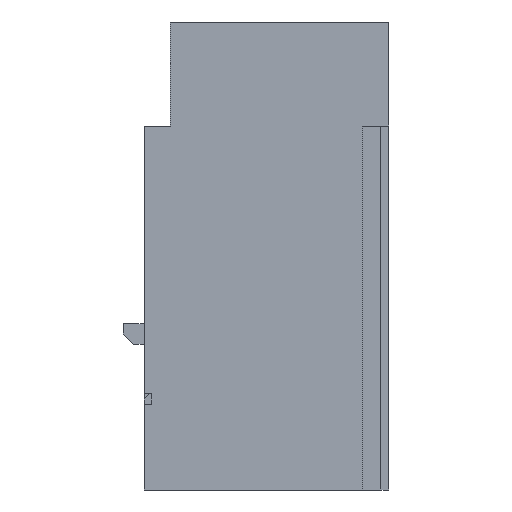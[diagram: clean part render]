
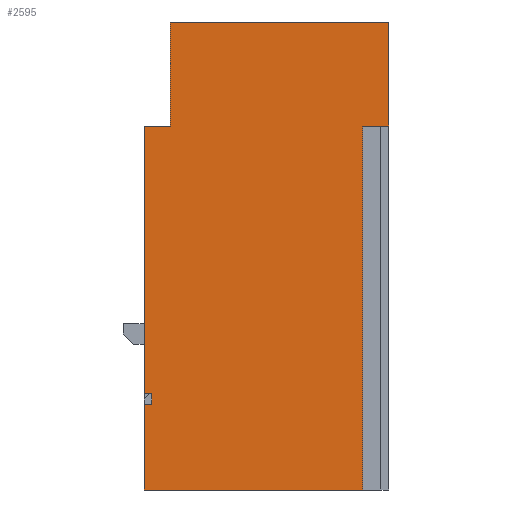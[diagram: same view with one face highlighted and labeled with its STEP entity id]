
A CAD part, left-side view. The second image highlights one B-rep face of the part: STEP entity #2595.
In plain terms, the highlighted planar face has unit normal (-1, 0, 0).
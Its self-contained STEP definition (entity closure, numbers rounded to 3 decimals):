
#2520=AXIS2_PLACEMENT_3D('Plane Axis2P3D',#2517,#2518,#2519) ;
#288=CARTESIAN_POINT('Vertex',(-104.75,47.,-71.5)) ;
#291=CARTESIAN_POINT('Line Origine',(-104.75,47.,-45.75)) ;
#295=CARTESIAN_POINT('Vertex',(-104.75,47.,-20.)) ;
#1838=CARTESIAN_POINT('Vertex',(-104.75,5.,-90.)) ;
#1841=CARTESIAN_POINT('Line Origine',(-104.75,26.,-90.)) ;
#1845=CARTESIAN_POINT('Vertex',(-104.75,47.,-90.)) ;
#2499=CARTESIAN_POINT('Vertex',(-104.75,45.5,-71.5)) ;
#2502=CARTESIAN_POINT('Line Origine',(-104.75,46.25,-71.5)) ;
#2517=CARTESIAN_POINT('Axis2P3D Location',(-104.75,45.5,0.)) ;
#2522=CARTESIAN_POINT('Line Origine',(-104.75,5.,-55.)) ;
#2526=CARTESIAN_POINT('Vertex',(-104.75,5.,-20.)) ;
#2529=CARTESIAN_POINT('Line Origine',(-104.75,2.5,-20.)) ;
#2533=CARTESIAN_POINT('Vertex',(-104.75,0.,-20.)) ;
#2536=CARTESIAN_POINT('Line Origine',(-104.75,0.,-10.)) ;
#2540=CARTESIAN_POINT('Vertex',(-104.75,0.,0.)) ;
#2543=CARTESIAN_POINT('Line Origine',(-104.75,21.,0.)) ;
#2547=CARTESIAN_POINT('Vertex',(-104.75,42.,0.)) ;
#2550=CARTESIAN_POINT('Line Origine',(-104.75,42.,-10.)) ;
#2554=CARTESIAN_POINT('Vertex',(-104.75,42.,-20.)) ;
#2557=CARTESIAN_POINT('Line Origine',(-104.75,44.5,-20.)) ;
#2562=CARTESIAN_POINT('Line Origine',(-104.75,45.5,-72.5)) ;
#2566=CARTESIAN_POINT('Vertex',(-104.75,45.5,-73.5)) ;
#2569=CARTESIAN_POINT('Line Origine',(-104.75,46.25,-73.5)) ;
#2573=CARTESIAN_POINT('Vertex',(-104.75,47.,-73.5)) ;
#2576=CARTESIAN_POINT('Line Origine',(-104.75,47.,-81.75)) ;
#292=DIRECTION('Vector Direction',(0.,0.,-1.)) ;
#1842=DIRECTION('Vector Direction',(0.,-1.,0.)) ;
#2503=DIRECTION('Vector Direction',(0.,1.,0.)) ;
#2518=DIRECTION('Axis2P3D Direction',(1.,0.,0.)) ;
#2519=DIRECTION('Axis2P3D XDirection',(0.,1.,0.)) ;
#2523=DIRECTION('Vector Direction',(0.,0.,1.)) ;
#2530=DIRECTION('Vector Direction',(0.,1.,0.)) ;
#2537=DIRECTION('Vector Direction',(0.,0.,-1.)) ;
#2544=DIRECTION('Vector Direction',(0.,1.,0.)) ;
#2551=DIRECTION('Vector Direction',(0.,0.,-1.)) ;
#2558=DIRECTION('Vector Direction',(0.,1.,0.)) ;
#2563=DIRECTION('Vector Direction',(0.,0.,1.)) ;
#2570=DIRECTION('Vector Direction',(0.,1.,0.)) ;
#2577=DIRECTION('Vector Direction',(0.,0.,-1.)) ;
#293=VECTOR('Line Direction',#292,1.) ;
#1843=VECTOR('Line Direction',#1842,1.) ;
#2504=VECTOR('Line Direction',#2503,1.) ;
#2524=VECTOR('Line Direction',#2523,1.) ;
#2531=VECTOR('Line Direction',#2530,1.) ;
#2538=VECTOR('Line Direction',#2537,1.) ;
#2545=VECTOR('Line Direction',#2544,1.) ;
#2552=VECTOR('Line Direction',#2551,1.) ;
#2559=VECTOR('Line Direction',#2558,1.) ;
#2564=VECTOR('Line Direction',#2563,1.) ;
#2571=VECTOR('Line Direction',#2570,1.) ;
#2578=VECTOR('Line Direction',#2577,1.) ;
#2582=ORIENTED_EDGE('',*,*,#2528,.T.) ;
#2583=ORIENTED_EDGE('',*,*,#2535,.F.) ;
#2584=ORIENTED_EDGE('',*,*,#2542,.T.) ;
#2585=ORIENTED_EDGE('',*,*,#2549,.T.) ;
#2586=ORIENTED_EDGE('',*,*,#2556,.T.) ;
#2587=ORIENTED_EDGE('',*,*,#2561,.F.) ;
#2588=ORIENTED_EDGE('',*,*,#297,.F.) ;
#2589=ORIENTED_EDGE('',*,*,#2506,.F.) ;
#2590=ORIENTED_EDGE('',*,*,#2568,.F.) ;
#2591=ORIENTED_EDGE('',*,*,#2575,.T.) ;
#2592=ORIENTED_EDGE('',*,*,#2580,.F.) ;
#2593=ORIENTED_EDGE('',*,*,#1847,.F.) ;
#2595=ADVANCED_FACE('Hauptkoerper nicht benutzen',(#2594),#2521,.F.) ;
#297=EDGE_CURVE('',#289,#296,#294,.F.) ;
#1847=EDGE_CURVE('',#1839,#1846,#1844,.F.) ;
#2506=EDGE_CURVE('',#2500,#289,#2505,.T.) ;
#2528=EDGE_CURVE('',#1839,#2527,#2525,.T.) ;
#2535=EDGE_CURVE('',#2534,#2527,#2532,.T.) ;
#2542=EDGE_CURVE('',#2534,#2541,#2539,.F.) ;
#2549=EDGE_CURVE('',#2541,#2548,#2546,.T.) ;
#2556=EDGE_CURVE('',#2548,#2555,#2553,.T.) ;
#2561=EDGE_CURVE('',#296,#2555,#2560,.F.) ;
#2568=EDGE_CURVE('',#2567,#2500,#2565,.T.) ;
#2575=EDGE_CURVE('',#2567,#2574,#2572,.T.) ;
#2580=EDGE_CURVE('',#1846,#2574,#2579,.F.) ;
#2581=EDGE_LOOP('',(#2582,#2583,#2584,#2585,#2586,#2587,#2588,#2589,#2590,#2591,#2592,#2593)) ;
#2594=FACE_OUTER_BOUND('',#2581,.T.) ;
#294=LINE('Line',#291,#293) ;
#1844=LINE('Line',#1841,#1843) ;
#2505=LINE('Line',#2502,#2504) ;
#2525=LINE('Line',#2522,#2524) ;
#2532=LINE('Line',#2529,#2531) ;
#2539=LINE('Line',#2536,#2538) ;
#2546=LINE('Line',#2543,#2545) ;
#2553=LINE('Line',#2550,#2552) ;
#2560=LINE('Line',#2557,#2559) ;
#2565=LINE('Line',#2562,#2564) ;
#2572=LINE('Line',#2569,#2571) ;
#2579=LINE('Line',#2576,#2578) ;
#2521=PLANE('Plane',#2520) ;
#289=VERTEX_POINT('',#288) ;
#296=VERTEX_POINT('',#295) ;
#1839=VERTEX_POINT('',#1838) ;
#1846=VERTEX_POINT('',#1845) ;
#2500=VERTEX_POINT('',#2499) ;
#2527=VERTEX_POINT('',#2526) ;
#2534=VERTEX_POINT('',#2533) ;
#2541=VERTEX_POINT('',#2540) ;
#2548=VERTEX_POINT('',#2547) ;
#2555=VERTEX_POINT('',#2554) ;
#2567=VERTEX_POINT('',#2566) ;
#2574=VERTEX_POINT('',#2573) ;
